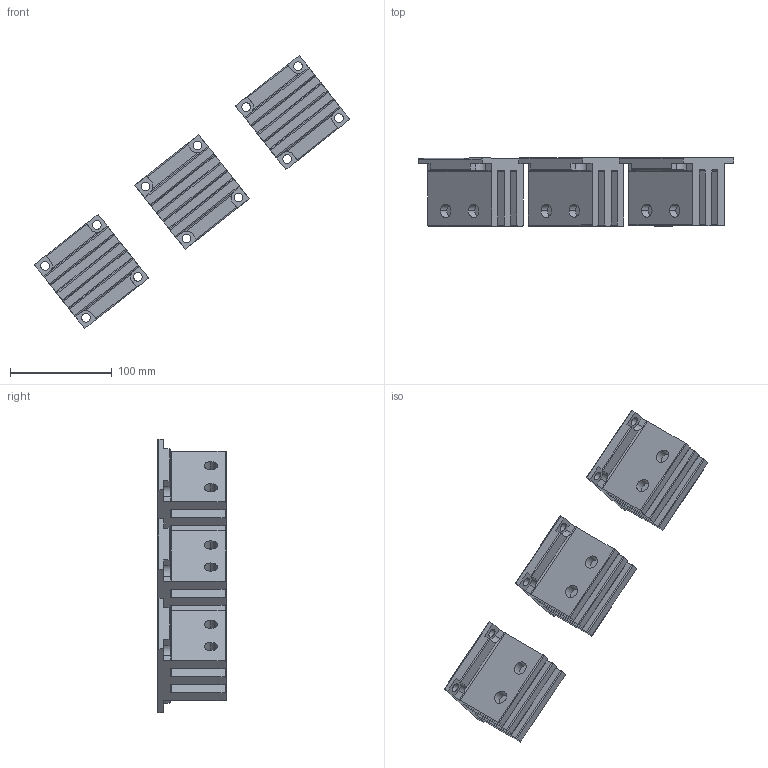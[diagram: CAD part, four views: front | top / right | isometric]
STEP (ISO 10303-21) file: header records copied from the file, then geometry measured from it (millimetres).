
FILE_DESCRIPTION((''),'2;1');
FILE_NAME('E4_2_III_TERMINALS_LHR_4000A_ASM','2022-10-27T11:47:11',('ITMARAD4'),(''),'CREO PARAMETRIC BY PTC INC, 2019030','CREO PARAMETRIC BY PTC INC, 2019030','');
FILE_SCHEMA(('AUTOMOTIVE_DESIGN { 1 0 10303 214 1 1 1 1 }'));
Length unit declared in the file: millimetre
Products named in the file (2): RB9926001_1PA_001_01_MIDDLE_REAR_TERM_MULTI_N2; E4_2_III_TERMINALS_LHR_4000A_ASM
Assembly tree (3 placements, depth 2):
  E4_2_III_TERMINALS_LHR_4000A_ASM
    RB9926001_1PA_001_01_MIDDLE_REAR_TERM_MULTI_N2  x3
Bounding box: 310.14 x 67 x 268.53 mm (x, y, z)
Volume: 582605.8 mm3; surface area: 140123 mm2
Topology: 3 solids, 3 shells, 210 faces, 612 edges, 408 vertices
Faces by surface type: cylinder 120, plane 90
Entity records: 3535 total; most frequent: CARTESIAN_POINT 484, DIRECTION 469, ORIENTED_EDGE 408, COLOUR_RGB 204, EDGE_CURVE 204, AXIS2_PLACEMENT_3D 170, VERTEX_POINT 136, VECTOR 123
